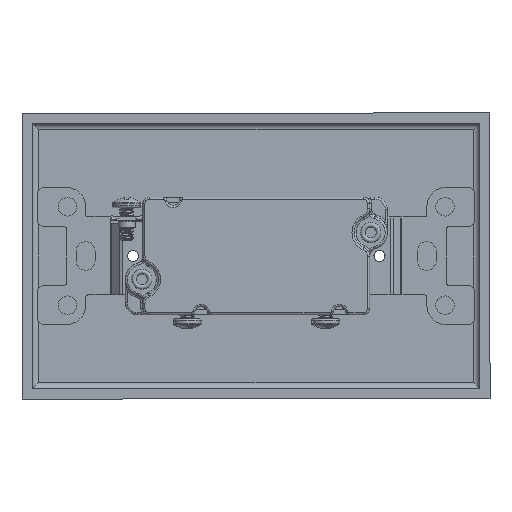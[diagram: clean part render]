
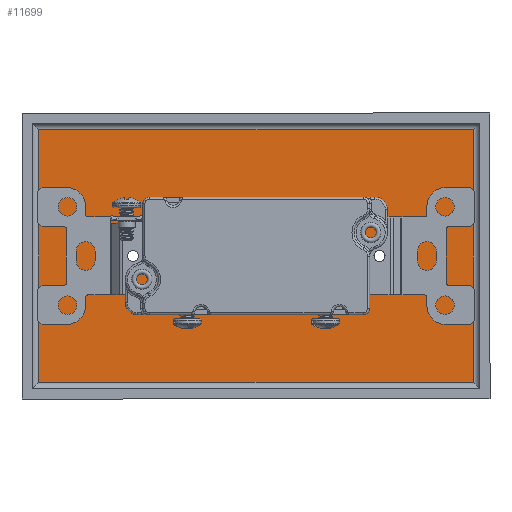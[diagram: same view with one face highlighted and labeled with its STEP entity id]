
A CAD part, left-side view. The second image highlights one B-rep face of the part: STEP entity #11699.
In plain terms, the highlighted planar face has unit normal (-1, 0, 0).
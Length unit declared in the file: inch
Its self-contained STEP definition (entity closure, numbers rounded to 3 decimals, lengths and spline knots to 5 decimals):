
#1120=LINE('',#22814,#2156);
#1124=LINE('',#22822,#2160);
#1127=LINE('',#22828,#2163);
#1130=LINE('',#22833,#2166);
#1132=LINE('',#22854,#2168);
#1134=LINE('',#22862,#2170);
#1136=LINE('',#22868,#2172);
#1139=LINE('',#22874,#2175);
#2156=VECTOR('',#15693,0.942);
#2160=VECTOR('',#15699,0.406);
#2163=VECTOR('',#15704,0.942);
#2166=VECTOR('',#15709,0.406);
#2168=VECTOR('',#15733,4.18);
#2170=VECTOR('',#15741,2.43);
#2172=VECTOR('',#15747,4.18);
#2175=VECTOR('',#15754,2.43);
#2737=PLANE('',#12859);
#2917=FACE_BOUND('',#4220,.T.);
#2918=FACE_BOUND('',#4221,.T.);
#2919=FACE_BOUND('',#4222,.T.);
#3457=FACE_OUTER_BOUND('',#4219,.T.);
#4219=EDGE_LOOP('',(#10142,#10143,#10144,#10145));
#4220=EDGE_LOOP('',(#10146,#10147,#10148,#10149));
#4221=EDGE_LOOP('',(#10150));
#4222=EDGE_LOOP('',(#10151));
#4851=CIRCLE('',#12843,0.1);
#4854=CIRCLE('',#12848,0.1);
#5676=VERTEX_POINT('',#22812);
#5677=VERTEX_POINT('',#22813);
#5680=VERTEX_POINT('',#22821);
#5682=VERTEX_POINT('',#22827);
#5686=VERTEX_POINT('',#22841);
#5689=VERTEX_POINT('',#22849);
#5690=VERTEX_POINT('',#22852);
#5691=VERTEX_POINT('',#22853);
#5694=VERTEX_POINT('',#22861);
#5696=VERTEX_POINT('',#22867);
#7188=EDGE_CURVE('',#5676,#5677,#1120,.T.);
#7192=EDGE_CURVE('',#5677,#5680,#1124,.T.);
#7195=EDGE_CURVE('',#5680,#5682,#1127,.T.);
#7198=EDGE_CURVE('',#5682,#5676,#1130,.T.);
#7202=EDGE_CURVE('',#5686,#5686,#4851,.T.);
#7205=EDGE_CURVE('',#5689,#5689,#4854,.T.);
#7206=EDGE_CURVE('',#5690,#5691,#1132,.T.);
#7210=EDGE_CURVE('',#5691,#5694,#1134,.T.);
#7213=EDGE_CURVE('',#5694,#5696,#1136,.T.);
#7217=EDGE_CURVE('',#5696,#5690,#1139,.T.);
#10142=ORIENTED_EDGE('',*,*,#7206,.T.);
#10143=ORIENTED_EDGE('',*,*,#7210,.T.);
#10144=ORIENTED_EDGE('',*,*,#7213,.T.);
#10145=ORIENTED_EDGE('',*,*,#7217,.T.);
#10146=ORIENTED_EDGE('',*,*,#7195,.T.);
#10147=ORIENTED_EDGE('',*,*,#7198,.T.);
#10148=ORIENTED_EDGE('',*,*,#7188,.T.);
#10149=ORIENTED_EDGE('',*,*,#7192,.T.);
#10150=ORIENTED_EDGE('',*,*,#7202,.T.);
#10151=ORIENTED_EDGE('',*,*,#7205,.T.);
#11699=ADVANCED_FACE('',(#3457,#2917,#2918,#2919),#2737,.F.);
#12843=AXIS2_PLACEMENT_3D('',#22842,#15719,#15720);
#12848=AXIS2_PLACEMENT_3D('',#22850,#15729,#15730);
#12859=AXIS2_PLACEMENT_3D('',#22885,#15764,#15765);
#15693=DIRECTION('',(0.,1.,0.));
#15699=DIRECTION('',(0.,0.,1.));
#15704=DIRECTION('',(0.,-1.,0.));
#15709=DIRECTION('',(0.,0.,-1.));
#15719=DIRECTION('center_axis',(1.,0.,0.));
#15720=DIRECTION('ref_axis',(0.,0.,-1.));
#15729=DIRECTION('center_axis',(1.,0.,0.));
#15730=DIRECTION('ref_axis',(0.,0.,-1.));
#15733=DIRECTION('',(0.,-1.,0.));
#15741=DIRECTION('',(0.,0.,1.));
#15747=DIRECTION('',(0.,1.,0.));
#15754=DIRECTION('',(0.,0.,-1.));
#15764=DIRECTION('center_axis',(1.,0.,0.));
#15765=DIRECTION('ref_axis',(0.,0.,-1.));
#22812=CARTESIAN_POINT('',(0.1,1.779,-1.578));
#22813=CARTESIAN_POINT('',(0.1,2.721,-1.578));
#22814=CARTESIAN_POINT('',(0.1,2.4855,-1.578));
#22821=CARTESIAN_POINT('',(0.1,2.721,-1.172));
#22822=CARTESIAN_POINT('',(0.1,2.721,-1.2735));
#22827=CARTESIAN_POINT('',(0.1,1.779,-1.172));
#22828=CARTESIAN_POINT('',(0.1,2.0145,-1.172));
#22833=CARTESIAN_POINT('',(0.1,1.779,-1.4765));
#22841=CARTESIAN_POINT('',(0.1,3.4375,-1.275));
#22842=CARTESIAN_POINT('Origin',(0.1,3.4375,-1.375));
#22849=CARTESIAN_POINT('',(0.1,1.0625,-1.275));
#22850=CARTESIAN_POINT('Origin',(0.1,1.0625,-1.375));
#22852=CARTESIAN_POINT('',(0.1,4.34,-2.59));
#22853=CARTESIAN_POINT('',(0.1,0.16,-2.59));
#22854=CARTESIAN_POINT('',(0.1,1.125,-2.59));
#22861=CARTESIAN_POINT('',(0.1,0.16,-0.16));
#22862=CARTESIAN_POINT('',(0.1,0.16,-0.6875));
#22867=CARTESIAN_POINT('',(0.1,4.34,-0.16));
#22868=CARTESIAN_POINT('',(0.1,3.375,-0.16));
#22874=CARTESIAN_POINT('',(0.1,4.34,-2.0625));
#22885=CARTESIAN_POINT('Origin',(0.1,2.25,-1.375));
